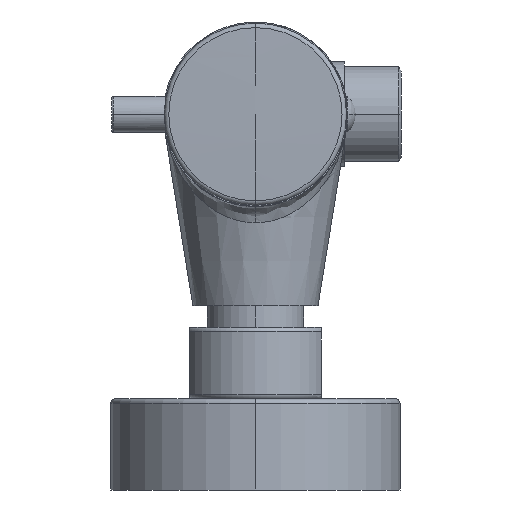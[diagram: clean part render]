
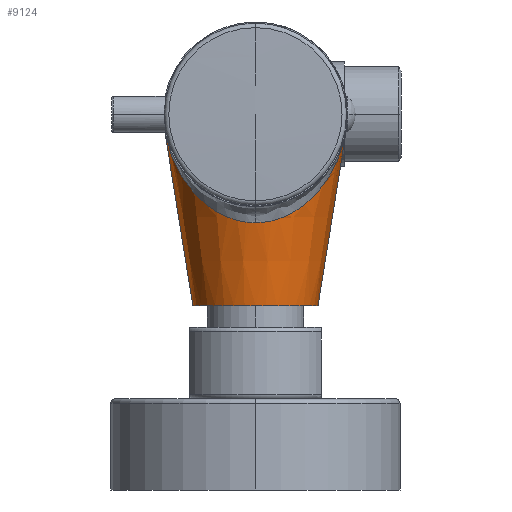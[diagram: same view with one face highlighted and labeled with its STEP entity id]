
A CAD part, left-side view. The second image highlights one B-rep face of the part: STEP entity #9124.
In plain terms, the highlighted conical face has half-angle 9.149 degrees and reference radius 16.87 mm.
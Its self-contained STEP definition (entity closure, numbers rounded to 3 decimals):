
#1994=CARTESIAN_POINT('',(-75.,-19.992,
-3.22));
#2485=CARTESIAN_POINT('',(-75.,19.992,-3.22));
#2493=CARTESIAN_POINT('',(-91.674,0.,
-23.824));
#2494=CARTESIAN_POINT('',(-91.674,-0.203,
-23.824));
#2495=CARTESIAN_POINT('',(-91.668,-0.608,
-23.816));
#2496=CARTESIAN_POINT('',(-91.641,-1.211,
-23.781));
#2497=CARTESIAN_POINT('',(-91.595,-1.812,
-23.723));
#2498=CARTESIAN_POINT('',(-91.532,-2.411,
-23.642));
#2499=CARTESIAN_POINT('',(-91.451,-3.009,
-23.537));
#2500=CARTESIAN_POINT('',(-91.351,-3.611,
-23.409));
#2501=CARTESIAN_POINT('',(-91.23,-4.221,
-23.253));
#2502=CARTESIAN_POINT('',(-91.087,-4.843,
-23.069));
#2503=CARTESIAN_POINT('',(-90.918,-5.48,
-22.853));
#2504=CARTESIAN_POINT('',(-90.723,-6.129,
-22.603));
#2505=CARTESIAN_POINT('',(-90.501,-6.785,
-22.32));
#2506=CARTESIAN_POINT('',(-90.252,-7.446,
-22.002));
#2507=CARTESIAN_POINT('',(-89.975,-8.109,
-21.648));
#2508=CARTESIAN_POINT('',(-89.668,-8.776,
-21.257));
#2509=CARTESIAN_POINT('',(-89.328,-9.448,
-20.825));
#2510=CARTESIAN_POINT('',(-88.954,-10.124,
-20.35));
#2511=CARTESIAN_POINT('',(-88.543,-10.802,
-19.83));
#2512=CARTESIAN_POINT('',(-88.094,-11.482,
-19.263));
#2513=CARTESIAN_POINT('',(-87.605,-12.161,
-18.646));
#2514=CARTESIAN_POINT('',(-87.074,-12.836,
-17.979));
#2515=CARTESIAN_POINT('',(-86.499,-13.507,
-17.259));
#2516=CARTESIAN_POINT('',(-85.88,-14.168,
-16.485));
#2517=CARTESIAN_POINT('',(-85.214,-14.818,
-15.656));
#2518=CARTESIAN_POINT('',(-84.502,-15.453,
-14.771));
#2519=CARTESIAN_POINT('',(-83.741,-16.068,
-13.83));
#2520=CARTESIAN_POINT('',(-82.934,-16.66,
-12.834));
#2521=CARTESIAN_POINT('',(-82.08,-17.224,
-11.785));
#2522=CARTESIAN_POINT('',(-81.181,-17.755,
-10.684));
#2523=CARTESIAN_POINT('',(-80.239,-18.248,
-9.535));
#2524=CARTESIAN_POINT('',(-79.256,-18.699,
-8.341));
#2525=CARTESIAN_POINT('',(-78.237,-19.104,
-7.107));
#2526=CARTESIAN_POINT('',(-77.185,-19.459,
-5.838));
#2527=CARTESIAN_POINT('',(-76.105,-19.759,
-4.541));
#2528=CARTESIAN_POINT('',(-75.371,-19.921,
-3.663));
#2529=CARTESIAN_POINT('',(-75.,-19.992,
-3.22));
#2531=DIRECTION('',(0.,-0.159,0.987));
#2532=VECTOR('',#2531,39.28);
#2533=CARTESIAN_POINT('',(-75.,-13.747,-42.));
#2534=LINE('',#2533,#2532);
#2535=CARTESIAN_POINT('',(-75.,0.,-42.));
#2536=DIRECTION('',(0.,0.,1.));
#2537=DIRECTION('',(0.,1.,0.));
#2538=AXIS2_PLACEMENT_3D('',#2535,#2536,#2537);
#2540=DIRECTION('',(0.,0.159,0.987));
#2541=VECTOR('',#2540,39.28);
#2542=CARTESIAN_POINT('',(-75.,13.747,-42.));
#2543=LINE('',#2542,#2541);
#2544=CARTESIAN_POINT('',(-75.,19.992,-3.22));
#2545=CARTESIAN_POINT('',(-75.369,19.921,
-3.66));
#2546=CARTESIAN_POINT('',(-76.098,19.76,
-4.533));
#2547=CARTESIAN_POINT('',(-77.17,19.463,
-5.821));
#2548=CARTESIAN_POINT('',(-78.214,19.112,
-7.08));
#2549=CARTESIAN_POINT('',(-79.227,18.712,
-8.305));
#2550=CARTESIAN_POINT('',(-80.204,18.265,
-9.492));
#2551=CARTESIAN_POINT('',(-81.14,17.777,
-10.634));
#2552=CARTESIAN_POINT('',(-82.034,17.252,
-11.728));
#2553=CARTESIAN_POINT('',(-82.884,16.695,
-12.772));
#2554=CARTESIAN_POINT('',(-83.688,16.11,
-13.764));
#2555=CARTESIAN_POINT('',(-84.445,15.501,
-14.701));
#2556=CARTESIAN_POINT('',(-85.157,14.872,
-15.584));
#2557=CARTESIAN_POINT('',(-85.822,14.227,
-16.412));
#2558=CARTESIAN_POINT('',(-86.441,13.571,
-17.186));
#2559=CARTESIAN_POINT('',(-87.016,12.906,
-17.907));
#2560=CARTESIAN_POINT('',(-87.548,12.235,
-18.575));
#2561=CARTESIAN_POINT('',(-88.039,11.561,
-19.193));
#2562=CARTESIAN_POINT('',(-88.49,10.886,
-19.763));
#2563=CARTESIAN_POINT('',(-88.903,10.211,
-20.286));
#2564=CARTESIAN_POINT('',(-89.28,9.539,
-20.764));
#2565=CARTESIAN_POINT('',(-89.623,8.869,
-21.199));
#2566=CARTESIAN_POINT('',(-89.933,8.204,
-21.594));
#2567=CARTESIAN_POINT('',(-90.213,7.544,
-21.951));
#2568=CARTESIAN_POINT('',(-90.463,6.89,
-22.271));
#2569=CARTESIAN_POINT('',(-90.687,6.24,
-22.557));
#2570=CARTESIAN_POINT('',(-90.885,5.596,
-22.81));
#2571=CARTESIAN_POINT('',(-91.058,4.958,
-23.033));
#2572=CARTESIAN_POINT('',(-91.208,4.323,
-23.225));
#2573=CARTESIAN_POINT('',(-91.336,3.692,
-23.389));
#2574=CARTESIAN_POINT('',(-91.442,3.066,
-23.526));
#2575=CARTESIAN_POINT('',(-91.528,2.445,
-23.637));
#2576=CARTESIAN_POINT('',(-91.594,1.827,
-23.721));
#2577=CARTESIAN_POINT('',(-91.64,1.214,
-23.781));
#2578=CARTESIAN_POINT('',(-91.668,0.605,
-23.816));
#2579=CARTESIAN_POINT('',(-91.674,0.201,
-23.824));
#2580=CARTESIAN_POINT('',(-91.674,0.,
-23.824));
#5527=CARTESIAN_POINT('',(-75.,13.747,-42.));
#5528=CARTESIAN_POINT('',(-75.,-13.747,-42.));
#5529=VERTEX_POINT('',#5527);
#5530=VERTEX_POINT('',#5528);
#5532=VERTEX_POINT('',#1994);
#5540=VERTEX_POINT('',#2485);
#5551=VERTEX_POINT('',#2493);
#9109=CARTESIAN_POINT('',(-75.,0.,-22.61));
#9110=DIRECTION('',(0.,0.,1.));
#9111=DIRECTION('',(0.,-1.,0.));
#9112=AXIS2_PLACEMENT_3D('',#9109,#9110,#9111);
#9113=CONICAL_SURFACE('',#9112,16.87,9.149);
#9115=ORIENTED_EDGE('',*,*,#9114,.T.);
#9116=ORIENTED_EDGE('',*,*,#9089,.F.);
#9118=ORIENTED_EDGE('',*,*,#9117,.F.);
#9119=ORIENTED_EDGE('',*,*,#9085,.T.);
#9121=ORIENTED_EDGE('',*,*,#9120,.T.);
#9122=EDGE_LOOP('',(#9115,#9116,#9118,#9119,#9121));
#9123=FACE_OUTER_BOUND('',#9122,.F.);
#9124=ADVANCED_FACE('',(#9123),#9113,.T.);
#2530=B_SPLINE_CURVE_WITH_KNOTS('',3,(#2493,#2494,#2495,#2496,#2497,#2498,#2499,
#2500,#2501,#2502,#2503,#2504,#2505,#2506,#2507,#2508,#2509,#2510,#2511,#2512,
#2513,#2514,#2515,#2516,#2517,#2518,#2519,#2520,#2521,#2522,#2523,#2524,#2525,
#2526,#2527,#2528,#2529),.UNSPECIFIED.,.F.,.F.,(4,1,1,1,1,1,1,1,1,1,1,1,1,1,1,1,
1,1,1,1,1,1,1,1,1,1,1,1,1,1,1,1,1,1,4),(0.,0.029,
0.059,0.088,0.118,0.147,
0.176,0.206,0.235,0.265,
0.294,0.324,0.353,0.382,
0.412,0.441,0.471,0.5,0.529,
0.559,0.588,0.618,0.647,
0.676,0.706,0.735,0.765,
0.794,0.824,0.853,0.882,
0.912,0.941,0.971,1.),.UNSPECIFIED.);
#2539=CIRCLE('',#2538,13.747);
#2581=B_SPLINE_CURVE_WITH_KNOTS('',3,(#2544,#2545,#2546,#2547,#2548,#2549,#2550,
#2551,#2552,#2553,#2554,#2555,#2556,#2557,#2558,#2559,#2560,#2561,#2562,#2563,
#2564,#2565,#2566,#2567,#2568,#2569,#2570,#2571,#2572,#2573,#2574,#2575,#2576,
#2577,#2578,#2579,#2580),.UNSPECIFIED.,.F.,.F.,(4,1,1,1,1,1,1,1,1,1,1,1,1,1,1,1,
1,1,1,1,1,1,1,1,1,1,1,1,1,1,1,1,1,1,4),(0.,0.029,
0.059,0.088,0.118,0.147,
0.176,0.206,0.235,0.265,
0.294,0.324,0.353,0.382,
0.412,0.441,0.471,0.5,0.529,
0.559,0.588,0.618,0.647,
0.676,0.706,0.735,0.765,
0.794,0.824,0.853,0.882,
0.912,0.941,0.971,1.),.UNSPECIFIED.);
#9085=EDGE_CURVE('',#5529,#5540,#2543,.T.);
#9089=EDGE_CURVE('',#5530,#5532,#2534,.T.);
#9114=EDGE_CURVE('',#5551,#5532,#2530,.T.);
#9117=EDGE_CURVE('',#5529,#5530,#2539,.T.);
#9120=EDGE_CURVE('',#5540,#5551,#2581,.T.);
